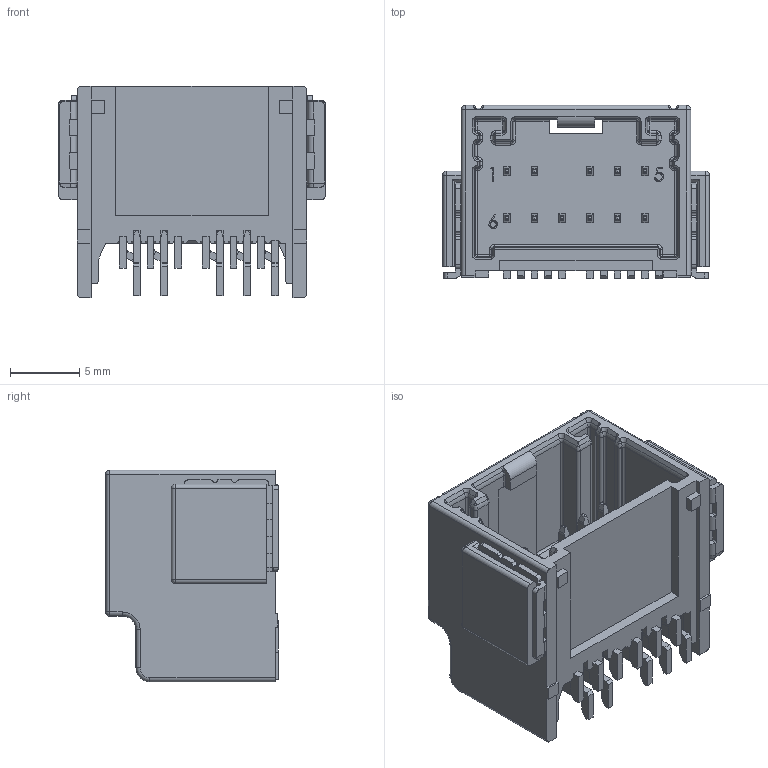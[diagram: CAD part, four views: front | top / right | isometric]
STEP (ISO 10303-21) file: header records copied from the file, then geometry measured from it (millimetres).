
FILE_DESCRIPTION (( 'STEP AP214' ), '1' );
FILE_NAME ('C_020_D_C_TR_SMT_11M_H_ASSY_(A)_Rev.1.STEP', '2022-07-21T08:00:35', ( 'jkhwang' ), ( '' ), 'SwSTEP 2.0', 'SolidWorks 2020', '' );
FILE_SCHEMA (( 'AUTOMOTIVE_DESIGN' ));
Length unit declared in the file: millimetre
Products named in the file (1): C_020_D_C_TR_SMT_11M_H_ASSY_(A)_Rev.1
Bounding box: 19.3 x 12.5 x 15.3 mm (x, y, z)
Volume: 1173.3 mm3; surface area: 2479.8 mm2
Topology: 1 solids, 1 shells, 1325 faces, 3492 edges, 2134 vertices
Faces by surface type: plane 775, cylinder 387, torus 58, cone 40, bspline 37, sphere 28
Entity records: 56961 total; most frequent: CARTESIAN_POINT 10071, ORIENTED_EDGE 6896, DIRECTION 6484, EDGE_CURVE 3448, LINE 2522, VECTOR 2522, VERTEX_POINT 2134, AXIS2_PLACEMENT_3D 1981
